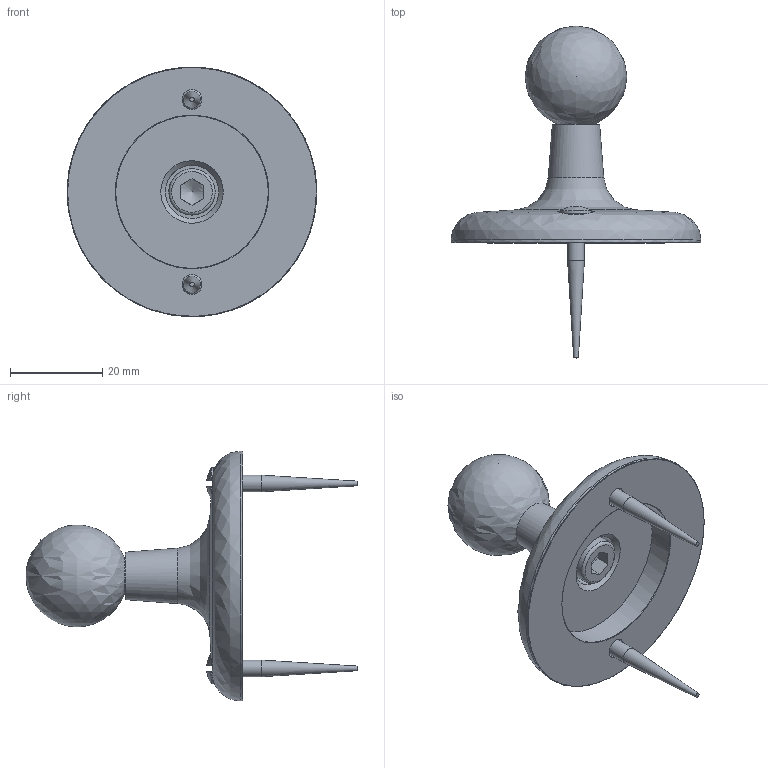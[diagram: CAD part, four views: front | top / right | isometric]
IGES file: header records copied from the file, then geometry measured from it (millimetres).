
Global section: file name: N32; native system: Autodesk Inventor 2014; preprocessor: unknown; author: ashami; date: 20140227.120848; units: millimetre
Bounding box: 54 x 71.77 x 53.97 mm (x, y, z)
Volume: 17262.9 mm3; surface area: 10275.3 mm2
Topology: 5 solids, 5 shells, 65 faces, 181 edges, 126 vertices
Faces by surface type: bspline 65
